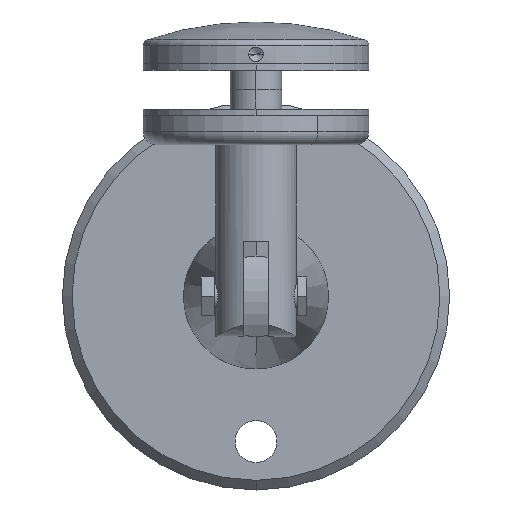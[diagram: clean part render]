
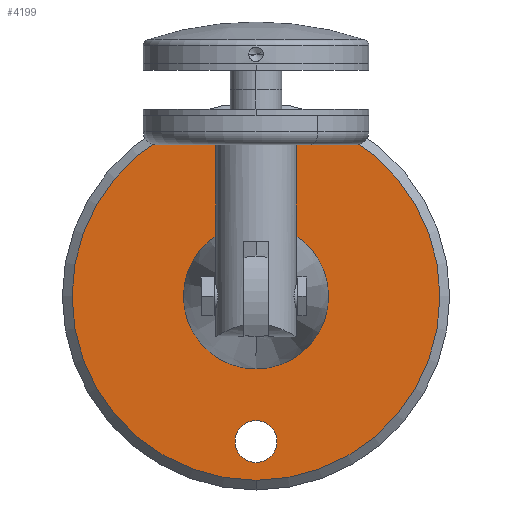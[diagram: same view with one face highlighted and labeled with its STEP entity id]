
A CAD part, front view. The second image highlights one B-rep face of the part: STEP entity #4199.
In plain terms, the highlighted planar face has unit normal (0, -1, 0).
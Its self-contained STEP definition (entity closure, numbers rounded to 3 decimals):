
#31 = ORIENTED_EDGE ( 'NONE', *, *, #6178, .T. ) ;
#51 = DIRECTION ( 'NONE',  ( 0., 0., -1. ) ) ;
#107 = DIRECTION ( 'NONE',  ( 0., 0., -1. ) ) ;
#190 = DIRECTION ( 'NONE',  ( 0., 0., -1. ) ) ;
#249 = CIRCLE ( 'NONE', #3659, 6.5 ) ;
#483 = ORIENTED_EDGE ( 'NONE', *, *, #1895, .F. ) ;
#490 = CARTESIAN_POINT ( 'NONE',  ( 0., -5., -12.5 ) ) ;
#582 = DIRECTION ( 'NONE',  ( 0., 0., -1. ) ) ;
#599 = VERTEX_POINT ( 'NONE', #5026 ) ;
#633 = CIRCLE ( 'NONE', #2128, 6.5 ) ;
#669 = CARTESIAN_POINT ( 'NONE',  ( 0., -5., -45. ) ) ;
#696 = EDGE_CURVE ( 'NONE', #4359, #1930, #4660, .T. ) ;
#765 = AXIS2_PLACEMENT_3D ( 'NONE', #1054, #3886, #5852 ) ;
#797 = VERTEX_POINT ( 'NONE', #3188 ) ;
#804 = ORIENTED_EDGE ( 'NONE', *, *, #2350, .F. ) ;
#822 = AXIS2_PLACEMENT_3D ( 'NONE', #5207, #5604, #3161 ) ;
#844 = CARTESIAN_POINT ( 'NONE',  ( 5.75, -5., 12.5 ) ) ;
#918 = DIRECTION ( 'NONE',  ( 0., -1., 0. ) ) ;
#1000 = DIRECTION ( 'NONE',  ( 0., 0., -1. ) ) ;
#1026 = DIRECTION ( 'NONE',  ( 0., 0., -1. ) ) ;
#1038 = VERTEX_POINT ( 'NONE', #2202 ) ;
#1054 = CARTESIAN_POINT ( 'NONE',  ( 0., -5., 0. ) ) ;
#1059 = CARTESIAN_POINT ( 'NONE',  ( 0., -5., 45. ) ) ;
#1078 = FACE_BOUND ( 'NONE', #1814, .T. ) ;
#1143 = FACE_BOUND ( 'NONE', #4258, .T. ) ;
#1179 = CARTESIAN_POINT ( 'NONE',  ( 0., -5., -51.5 ) ) ;
#1525 = DIRECTION ( 'NONE',  ( 0., 1., 0. ) ) ;
#1575 = EDGE_CURVE ( 'NONE', #3454, #1038, #633, .T. ) ;
#1735 = VERTEX_POINT ( 'NONE', #1179 ) ;
#1814 = EDGE_LOOP ( 'NONE', ( #2084, #3238 ) ) ;
#1887 = CARTESIAN_POINT ( 'NONE',  ( 0., -5., -57. ) ) ;
#1895 = EDGE_CURVE ( 'NONE', #599, #3682, #4055, .T. ) ;
#1930 = VERTEX_POINT ( 'NONE', #3556 ) ;
#2048 = DIRECTION ( 'NONE',  ( 0., -1., 0. ) ) ;
#2066 = CIRCLE ( 'NONE', #765, 57. ) ;
#2084 = ORIENTED_EDGE ( 'NONE', *, *, #5519, .F. ) ;
#2119 = AXIS2_PLACEMENT_3D ( 'NONE', #4446, #4894, #107 ) ;
#2128 = AXIS2_PLACEMENT_3D ( 'NONE', #1059, #3509, #1026 ) ;
#2136 = VERTEX_POINT ( 'NONE', #4260 ) ;
#2166 = ORIENTED_EDGE ( 'NONE', *, *, #2335, .T. ) ;
#2202 = CARTESIAN_POINT ( 'NONE',  ( 0., -5., 51.5 ) ) ;
#2221 = DIRECTION ( 'NONE',  ( 0., -1., 0. ) ) ;
#2322 = AXIS2_PLACEMENT_3D ( 'NONE', #3367, #918, #2352 ) ;
#2335 = EDGE_CURVE ( 'NONE', #1038, #3454, #249, .T. ) ;
#2350 = EDGE_CURVE ( 'NONE', #3682, #599, #4689, .T. ) ;
#2352 = DIRECTION ( 'NONE',  ( 0., 0., -1. ) ) ;
#2400 = ORIENTED_EDGE ( 'NONE', *, *, #2806, .T. ) ;
#2423 = AXIS2_PLACEMENT_3D ( 'NONE', #490, #4793, #582 ) ;
#2443 = CARTESIAN_POINT ( 'NONE',  ( 0., -5., 45. ) ) ;
#2605 = CARTESIAN_POINT ( 'NONE',  ( 0., -5., 12.5 ) ) ;
#2626 = CIRCLE ( 'NONE', #2322, 5.75 ) ;
#2652 = EDGE_LOOP ( 'NONE', ( #31, #5102 ) ) ;
#2806 = EDGE_CURVE ( 'NONE', #1735, #2136, #5079, .T. ) ;
#2819 = EDGE_CURVE ( 'NONE', #797, #5216, #5385, .T. ) ;
#2910 = CARTESIAN_POINT ( 'NONE',  ( 0., -5., 12.5 ) ) ;
#2920 = EDGE_LOOP ( 'NONE', ( #3155, #2400 ) ) ;
#3054 = FACE_OUTER_BOUND ( 'NONE', #2652, .T. ) ;
#3073 = DIRECTION ( 'NONE',  ( 0., 0., -1. ) ) ;
#3089 = AXIS2_PLACEMENT_3D ( 'NONE', #669, #4525, #190 ) ;
#3155 = ORIENTED_EDGE ( 'NONE', *, *, #3623, .T. ) ;
#3161 = DIRECTION ( 'NONE',  ( 0., 0., -1. ) ) ;
#3188 = CARTESIAN_POINT ( 'NONE',  ( 5.75, -5., -12.5 ) ) ;
#3238 = ORIENTED_EDGE ( 'NONE', *, *, #2819, .F. ) ;
#3336 = CARTESIAN_POINT ( 'NONE',  ( 0., -5., 38.5 ) ) ;
#3367 = CARTESIAN_POINT ( 'NONE',  ( 0., -5., -12.5 ) ) ;
#3454 = VERTEX_POINT ( 'NONE', #3336 ) ;
#3464 = CARTESIAN_POINT ( 'NONE',  ( 0., -5., 0. ) ) ;
#3509 = DIRECTION ( 'NONE',  ( 0., 1., 0. ) ) ;
#3556 = CARTESIAN_POINT ( 'NONE',  ( 0., -5., 57. ) ) ;
#3599 = ORIENTED_EDGE ( 'NONE', *, *, #1575, .T. ) ;
#3623 = EDGE_CURVE ( 'NONE', #2136, #1735, #5138, .T. ) ;
#3659 = AXIS2_PLACEMENT_3D ( 'NONE', #2443, #1525, #1000 ) ;
#3682 = VERTEX_POINT ( 'NONE', #844 ) ;
#3820 = AXIS2_PLACEMENT_3D ( 'NONE', #3464, #2048, #6009 ) ;
#3886 = DIRECTION ( 'NONE',  ( 0., -1., 0. ) ) ;
#4040 = CARTESIAN_POINT ( 'NONE',  ( -5.75, -5., -12.5 ) ) ;
#4043 = FACE_BOUND ( 'NONE', #5962, .T. ) ;
#4055 = CIRCLE ( 'NONE', #5800, 5.75 ) ;
#4072 = AXIS2_PLACEMENT_3D ( 'NONE', #2910, #4862, #51 ) ;
#4199 = ADVANCED_FACE ( 'NONE', ( #5523, #1143, #1078, #4043, #3054 ), #5014, .T. ) ;
#4258 = EDGE_LOOP ( 'NONE', ( #2166, #3599 ) ) ;
#4260 = CARTESIAN_POINT ( 'NONE',  ( 0., -5., -38.5 ) ) ;
#4359 = VERTEX_POINT ( 'NONE', #1887 ) ;
#4446 = CARTESIAN_POINT ( 'NONE',  ( 0., -5., -45. ) ) ;
#4525 = DIRECTION ( 'NONE',  ( 0., 1., 0. ) ) ;
#4660 = CIRCLE ( 'NONE', #822, 57. ) ;
#4689 = CIRCLE ( 'NONE', #4072, 5.75 ) ;
#4793 = DIRECTION ( 'NONE',  ( 0., -1., 0. ) ) ;
#4862 = DIRECTION ( 'NONE',  ( 0., -1., 0. ) ) ;
#4894 = DIRECTION ( 'NONE',  ( 0., 1., 0. ) ) ;
#5014 = PLANE ( 'NONE',  #3820 ) ;
#5026 = CARTESIAN_POINT ( 'NONE',  ( -5.75, -5., 12.5 ) ) ;
#5079 = CIRCLE ( 'NONE', #2119, 6.5 ) ;
#5102 = ORIENTED_EDGE ( 'NONE', *, *, #696, .T. ) ;
#5138 = CIRCLE ( 'NONE', #3089, 6.5 ) ;
#5207 = CARTESIAN_POINT ( 'NONE',  ( 0., -5., 0. ) ) ;
#5216 = VERTEX_POINT ( 'NONE', #4040 ) ;
#5385 = CIRCLE ( 'NONE', #2423, 5.75 ) ;
#5519 = EDGE_CURVE ( 'NONE', #5216, #797, #2626, .T. ) ;
#5523 = FACE_BOUND ( 'NONE', #2920, .T. ) ;
#5604 = DIRECTION ( 'NONE',  ( 0., -1., 0. ) ) ;
#5800 = AXIS2_PLACEMENT_3D ( 'NONE', #2605, #2221, #3073 ) ;
#5852 = DIRECTION ( 'NONE',  ( 0., 0., -1. ) ) ;
#5962 = EDGE_LOOP ( 'NONE', ( #483, #804 ) ) ;
#6009 = DIRECTION ( 'NONE',  ( 0., 0., -1. ) ) ;
#6178 = EDGE_CURVE ( 'NONE', #1930, #4359, #2066, .T. ) ;
